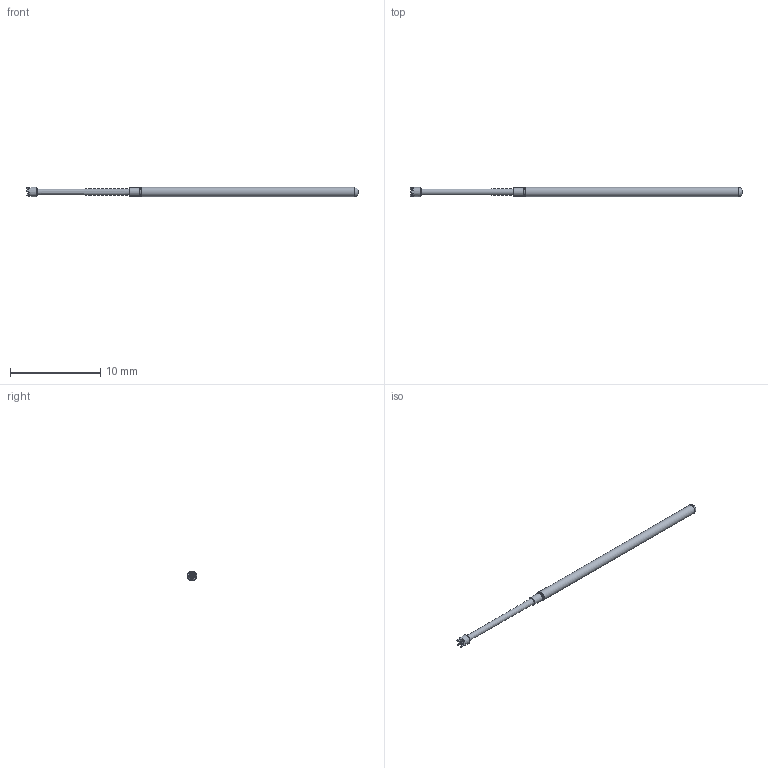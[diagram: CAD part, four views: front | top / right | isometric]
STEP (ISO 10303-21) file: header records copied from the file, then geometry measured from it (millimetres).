
FILE_DESCRIPTION (( 'STEP AP214' ), '1' );
FILE_NAME ('075-4055.STEP', '2024-05-14T12:41:57', ( '' ), ( '' ), 'SwSTEP 2.0', 'SolidWorks 2023', '' );
FILE_SCHEMA (( 'AUTOMOTIVE_DESIGN' ));
Length unit declared in the file: inch
Products named in the file (1): 075-4055
Bounding box: 36.83 x 1.07 x 1.07 mm (x, y, z)
Volume: 24.8 mm3; surface area: 107.9 mm2
Topology: 1 solids, 1 shells, 89 faces, 219 edges, 133 vertices
Faces by surface type: bspline 70, plane 7, cone 5, torus 4, cylinder 3
Full cylindrical faces by diameter (mm): 0.457 x1, 0.914 x1, 1.021 x1
Entity records: 11035 total; most frequent: CARTESIAN_POINT 9567, ORIENTED_EDGE 406, EDGE_CURVE 203, B_SPLINE_CURVE_WITH_KNOTS 185, VERTEX_POINT 129, EDGE_LOOP 102, FACE_OUTER_BOUND 96, ADVANCED_FACE 89
